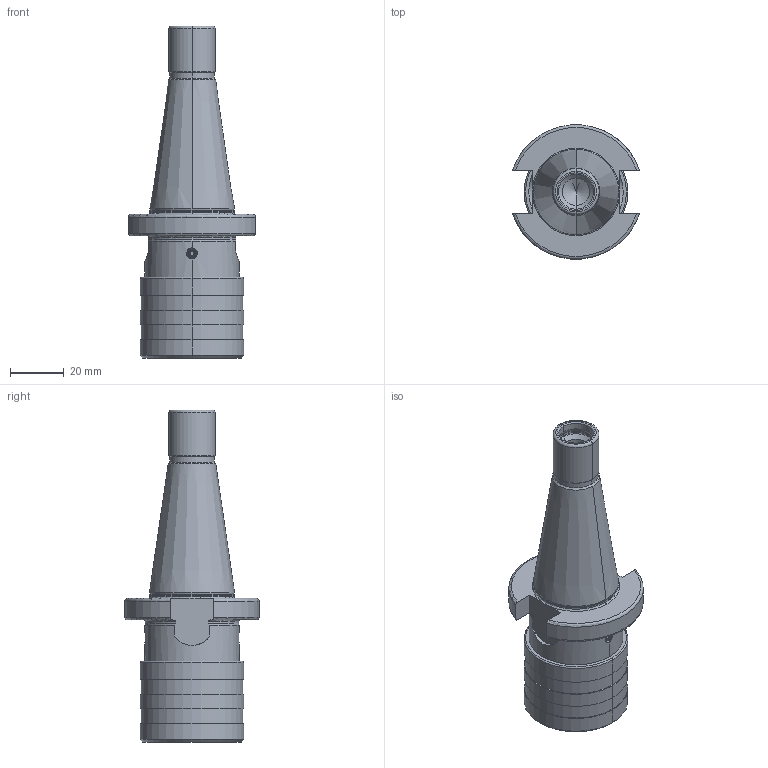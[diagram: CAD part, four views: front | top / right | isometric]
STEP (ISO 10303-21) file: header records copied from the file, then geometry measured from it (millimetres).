
FILE_DESCRIPTION((''),'2;1');
FILE_NAME('301_16_12','2020-09-01T',('103090'),(''),'CREO PARAMETRIC BY PTC INC, 2016260','CREO PARAMETRIC BY PTC INC, 2016260','');
FILE_SCHEMA(('CONFIG_CONTROL_DESIGN'));
Length unit declared in the file: millimetre
Products named in the file (1): 301_16_12
Bounding box: 47.34 x 49.83 x 123.4 mm (x, y, z)
Volume: 78430.8 mm3; surface area: 23646.4 mm2
Topology: 1 solids, 1 shells, 159 faces, 382 edges, 232 vertices
Faces by surface type: plane 47, cylinder 46, cone 34, torus 26, sphere 6
Entity records: 4990 total; most frequent: CARTESIAN_POINT 1258, DIRECTION 814, ORIENTED_EDGE 748, EDGE_CURVE 374, AXIS2_PLACEMENT_3D 336, VERTEX_POINT 232, EDGE_LOOP 174, CIRCLE 174
